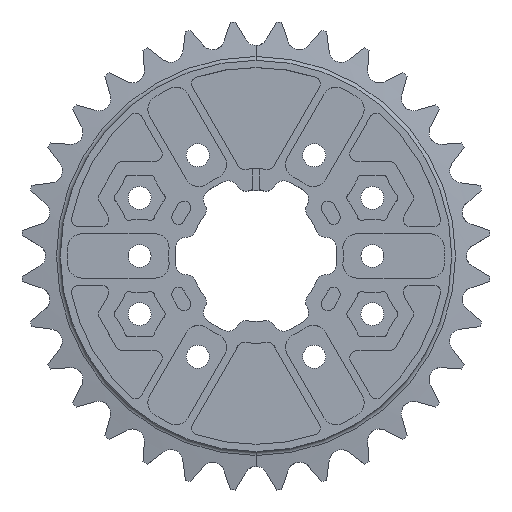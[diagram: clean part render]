
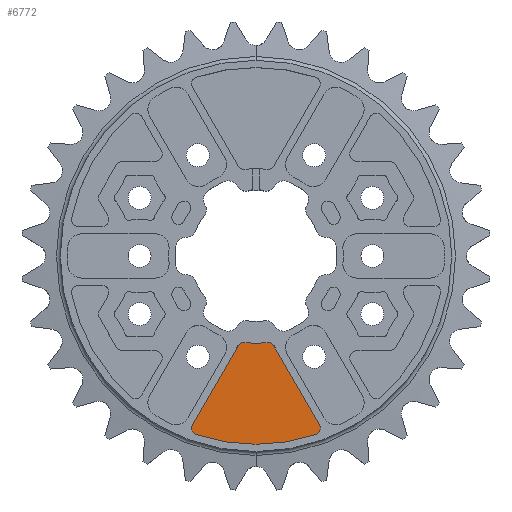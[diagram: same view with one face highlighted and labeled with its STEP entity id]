
A CAD part, top view. The second image highlights one B-rep face of the part: STEP entity #6772.
In plain terms, the highlighted planar face has unit normal (0, 0, 1).
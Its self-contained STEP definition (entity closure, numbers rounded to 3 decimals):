
#1 = DIRECTION ( 'NONE',  ( 0., 0., 1. ) ) ;
#2 = DIRECTION ( 'NONE',  ( 0., 0., 1. ) ) ;
#52 = CIRCLE ( 'NONE', #11653, 1.55 ) ;
#297 = DIRECTION ( 'NONE',  ( 0., 0., -1. ) ) ;
#827 = ORIENTED_EDGE ( 'NONE', *, *, #21300, .T. ) ;
#921 = ORIENTED_EDGE ( 'NONE', *, *, #15024, .T. ) ;
#1036 = ORIENTED_EDGE ( 'NONE', *, *, #3832, .T. ) ;
#2639 = LINE ( 'NONE', #11966, #3482 ) ;
#2994 = AXIS2_PLACEMENT_3D ( 'NONE', #16561, #1, #7391 ) ;
#3086 = CARTESIAN_POINT ( 'NONE',  ( 12.49, -37.56, 1.587 ) ) ;
#3138 = DIRECTION ( 'NONE',  ( 1., 0., 0. ) ) ;
#3482 = VECTOR ( 'NONE', #17390, 1000. ) ;
#3609 = DIRECTION ( 'NONE',  ( 0., 0., 1. ) ) ;
#3809 = CARTESIAN_POINT ( 'NONE',  ( 0., 0., 1.587 ) ) ;
#3832 = EDGE_CURVE ( 'NONE', #5837, #22418, #10576, .T. ) ;
#4146 = ORIENTED_EDGE ( 'NONE', *, *, #18195, .T. ) ;
#5132 = VERTEX_POINT ( 'NONE', #12944 ) ;
#5398 = VERTEX_POINT ( 'NONE', #7116 ) ;
#5837 = VERTEX_POINT ( 'NONE', #6972 ) ;
#6362 = DIRECTION ( 'NONE',  ( 1., 0., 0. ) ) ;
#6772 = ADVANCED_FACE ( 'NONE', ( #7873 ), #16562, .T. ) ;
#6972 = CARTESIAN_POINT ( 'NONE',  ( 13.832, -36.785, 1.587 ) ) ;
#7116 = CARTESIAN_POINT ( 'NONE',  ( -2.407, -18.897, 1.587 ) ) ;
#7391 = DIRECTION ( 'NONE',  ( 1., 0., 0. ) ) ;
#7579 = DIRECTION ( 'NONE',  ( 1., 0., 0. ) ) ;
#7873 = FACE_OUTER_BOUND ( 'NONE', #9117, .T. ) ;
#8082 = CARTESIAN_POINT ( 'NONE',  ( 2.603, -20.435, 1.587 ) ) ;
#8162 = CIRCLE ( 'NONE', #21664, 19.05 ) ;
#9117 = EDGE_LOOP ( 'NONE', ( #1036, #10216, #921, #20582, #18751, #9237, #11026, #4146, #827 ) ) ;
#9237 = ORIENTED_EDGE ( 'NONE', *, *, #15700, .T. ) ;
#9503 = CIRCLE ( 'NONE', #20296, 1.55 ) ;
#9794 = EDGE_CURVE ( 'NONE', #5398, #22714, #23930, .T. ) ;
#10084 = CIRCLE ( 'NONE', #18559, 41.132 ) ;
#10216 = ORIENTED_EDGE ( 'NONE', *, *, #18624, .T. ) ;
#10576 = LINE ( 'NONE', #10931, #17945 ) ;
#10749 = CARTESIAN_POINT ( 'NONE',  ( -12.979, -39.03, 1.587 ) ) ;
#10862 = CARTESIAN_POINT ( 'NONE',  ( 12.979, -39.03, 1.587 ) ) ;
#10931 = CARTESIAN_POINT ( 'NONE',  ( 3.415, -18.741, 1.587 ) ) ;
#11026 = ORIENTED_EDGE ( 'NONE', *, *, #18352, .T. ) ;
#11177 = VERTEX_POINT ( 'NONE', #21324 ) ;
#11367 = CARTESIAN_POINT ( 'NONE',  ( 14.04, -37.56, 1.587 ) ) ;
#11653 = AXIS2_PLACEMENT_3D ( 'NONE', #3086, #17717, #6362 ) ;
#11966 = CARTESIAN_POINT ( 'NONE',  ( -3.415, -18.741, 1.587 ) ) ;
#12328 = DIRECTION ( 'NONE',  ( 0., 0., 1. ) ) ;
#12683 = CARTESIAN_POINT ( 'NONE',  ( 0., 0., 1.587 ) ) ;
#12944 = CARTESIAN_POINT ( 'NONE',  ( -13.832, -36.785, 1.587 ) ) ;
#14608 = EDGE_CURVE ( 'NONE', #22714, #5132, #2639, .T. ) ;
#15024 = EDGE_CURVE ( 'NONE', #11177, #5398, #8162, .T. ) ;
#15700 = EDGE_CURVE ( 'NONE', #5132, #15971, #18836, .T. ) ;
#15971 = VERTEX_POINT ( 'NONE', #10749 ) ;
#16561 = CARTESIAN_POINT ( 'NONE',  ( -12.49, -37.56, 1.587 ) ) ;
#16562 = PLANE ( 'NONE',  #17238 ) ;
#17238 = AXIS2_PLACEMENT_3D ( 'NONE', #22627, #2, #18503 ) ;
#17253 = VERTEX_POINT ( 'NONE', #11367 ) ;
#17390 = DIRECTION ( 'NONE',  ( -0.5, -0.866, 0. ) ) ;
#17717 = DIRECTION ( 'NONE',  ( 0., 0., 1. ) ) ;
#17734 = AXIS2_PLACEMENT_3D ( 'NONE', #21523, #12328, #3138 ) ;
#17945 = VECTOR ( 'NONE', #22183, 1000. ) ;
#18195 = EDGE_CURVE ( 'NONE', #22424, #17253, #21629, .T. ) ;
#18352 = EDGE_CURVE ( 'NONE', #15971, #22424, #10084, .T. ) ;
#18503 = DIRECTION ( 'NONE',  ( 1., 0., 0. ) ) ;
#18559 = AXIS2_PLACEMENT_3D ( 'NONE', #12683, #3609, #20186 ) ;
#18624 = EDGE_CURVE ( 'NONE', #22418, #11177, #9503, .T. ) ;
#18751 = ORIENTED_EDGE ( 'NONE', *, *, #14608, .T. ) ;
#18836 = CIRCLE ( 'NONE', #2994, 1.55 ) ;
#18871 = DIRECTION ( 'NONE',  ( 0., 0., 1. ) ) ;
#19001 = CARTESIAN_POINT ( 'NONE',  ( 12.49, -37.56, 1.587 ) ) ;
#20090 = AXIS2_PLACEMENT_3D ( 'NONE', #19001, #18871, #22394 ) ;
#20186 = DIRECTION ( 'NONE',  ( 1., 0., 0. ) ) ;
#20296 = AXIS2_PLACEMENT_3D ( 'NONE', #8082, #20782, #22609 ) ;
#20582 = ORIENTED_EDGE ( 'NONE', *, *, #9794, .T. ) ;
#20782 = DIRECTION ( 'NONE',  ( 0., 0., 1. ) ) ;
#21300 = EDGE_CURVE ( 'NONE', #17253, #5837, #52, .T. ) ;
#21324 = CARTESIAN_POINT ( 'NONE',  ( 2.407, -18.897, 1.587 ) ) ;
#21523 = CARTESIAN_POINT ( 'NONE',  ( -2.603, -20.435, 1.587 ) ) ;
#21629 = CIRCLE ( 'NONE', #20090, 1.55 ) ;
#21664 = AXIS2_PLACEMENT_3D ( 'NONE', #3809, #297, #7579 ) ;
#21744 = CARTESIAN_POINT ( 'NONE',  ( 3.945, -19.66, 1.587 ) ) ;
#22183 = DIRECTION ( 'NONE',  ( -0.5, 0.866, 0. ) ) ;
#22394 = DIRECTION ( 'NONE',  ( 1., 0., 0. ) ) ;
#22418 = VERTEX_POINT ( 'NONE', #21744 ) ;
#22424 = VERTEX_POINT ( 'NONE', #10862 ) ;
#22609 = DIRECTION ( 'NONE',  ( 1., 0., 0. ) ) ;
#22627 = CARTESIAN_POINT ( 'NONE',  ( 0., 0., 1.587 ) ) ;
#22714 = VERTEX_POINT ( 'NONE', #23405 ) ;
#23405 = CARTESIAN_POINT ( 'NONE',  ( -3.945, -19.66, 1.587 ) ) ;
#23930 = CIRCLE ( 'NONE', #17734, 1.55 ) ;
